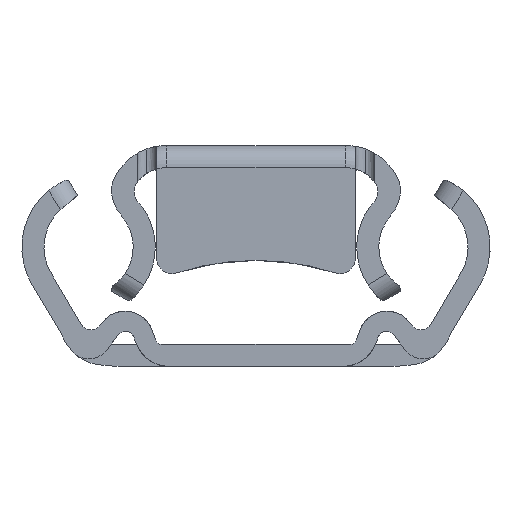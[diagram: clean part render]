
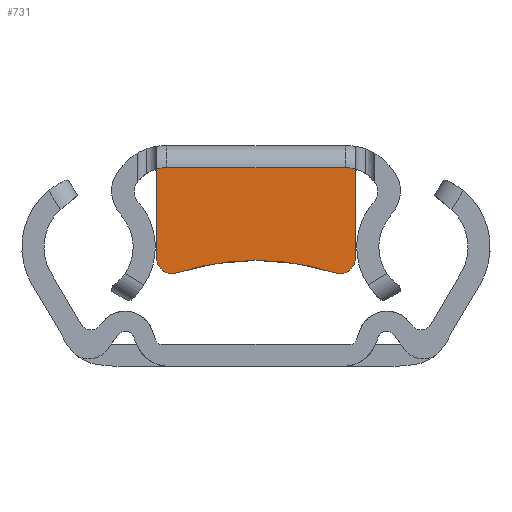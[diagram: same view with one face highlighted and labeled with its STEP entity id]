
A CAD part, left-side view. The second image highlights one B-rep face of the part: STEP entity #731.
In plain terms, the highlighted planar face has unit normal (-1, 0, 0).
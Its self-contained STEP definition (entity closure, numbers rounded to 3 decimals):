
#47 = VERTEX_POINT ( 'NONE', #9525 ) ;
#178 = CIRCLE ( 'NONE', #4894, 0.35 ) ;
#329 = EDGE_CURVE ( 'NONE', #8831, #9914, #9002, .T. ) ;
#363 = CARTESIAN_POINT ( 'NONE',  ( 0., 0., -3.417 ) ) ;
#567 = VERTEX_POINT ( 'NONE', #5812 ) ;
#583 = PLANE ( 'NONE',  #8741 ) ;
#607 = DIRECTION ( 'NONE',  ( 0., 0., 1. ) ) ;
#712 = DIRECTION ( 'NONE',  ( -1., 0., 0. ) ) ;
#729 = CARTESIAN_POINT ( 'NONE',  ( 0., 0., -3.417 ) ) ;
#731 = ADVANCED_FACE ( 'NONE', ( #2401 ), #583, .F. ) ;
#821 = CARTESIAN_POINT ( 'NONE',  ( 0., 2.25, 3.673 ) ) ;
#839 = AXIS2_PLACEMENT_3D ( 'NONE', #729, #4459, #3576 ) ;
#1093 = AXIS2_PLACEMENT_3D ( 'NONE', #10676, #712, #4504 ) ;
#1142 = ORIENTED_EDGE ( 'NONE', *, *, #329, .T. ) ;
#1172 = LINE ( 'NONE', #8344, #10004 ) ;
#1222 = CIRCLE ( 'NONE', #11271, 0.827 ) ;
#1300 = DIRECTION ( 'NONE',  ( -1., 0., 0. ) ) ;
#1337 = ORIENTED_EDGE ( 'NONE', *, *, #8842, .T. ) ;
#1367 = DIRECTION ( 'NONE',  ( -1., 0., 0. ) ) ;
#2048 = VECTOR ( 'NONE', #8045, 1000. ) ;
#2299 = DIRECTION ( 'NONE',  ( 0., 0., 1. ) ) ;
#2397 = CIRCLE ( 'NONE', #1093, 0.827 ) ;
#2401 = FACE_OUTER_BOUND ( 'NONE', #2509, .T. ) ;
#2462 = DIRECTION ( 'NONE',  ( 1., 0., 0. ) ) ;
#2509 = EDGE_LOOP ( 'NONE', ( #6884, #11586, #8667, #8487, #7743, #8496, #3754, #1337, #4543, #1142, #10399 ) ) ;
#2604 = CIRCLE ( 'NONE', #5453, 0.35 ) ;
#2813 = VERTEX_POINT ( 'NONE', #6286 ) ;
#2923 = CARTESIAN_POINT ( 'NONE',  ( 0., 1.9, 2.45 ) ) ;
#2975 = DIRECTION ( 'NONE',  ( -1., 0., 0. ) ) ;
#3204 = CARTESIAN_POINT ( 'NONE',  ( 0., -1.9, 2.45 ) ) ;
#3541 = DIRECTION ( 'NONE',  ( 0., 0.259, 0.966 ) ) ;
#3576 = DIRECTION ( 'NONE',  ( 0., 0., 1. ) ) ;
#3754 = ORIENTED_EDGE ( 'NONE', *, *, #4984, .F. ) ;
#4033 = LINE ( 'NONE', #4087, #7471 ) ;
#4087 = CARTESIAN_POINT ( 'NONE',  ( 0., -1.498, -0.401 ) ) ;
#4139 = DIRECTION ( 'NONE',  ( 0., -0.259, 0.966 ) ) ;
#4326 = CARTESIAN_POINT ( 'NONE',  ( 0., -2.25, 2.404 ) ) ;
#4459 = DIRECTION ( 'NONE',  ( -1., 0., 0. ) ) ;
#4504 = DIRECTION ( 'NONE',  ( 0., 0., -1. ) ) ;
#4543 = ORIENTED_EDGE ( 'NONE', *, *, #5817, .T. ) ;
#4625 = CIRCLE ( 'NONE', #839, 5.817 ) ;
#4688 = DIRECTION ( 'NONE',  ( 0., 0., 1. ) ) ;
#4799 = CARTESIAN_POINT ( 'NONE',  ( 0., 1.792, 2.117 ) ) ;
#4894 = AXIS2_PLACEMENT_3D ( 'NONE', #3204, #7054, #607 ) ;
#4927 = DIRECTION ( 'NONE',  ( 0., 0., -1. ) ) ;
#4984 = EDGE_CURVE ( 'NONE', #8444, #567, #4625, .T. ) ;
#5105 = CARTESIAN_POINT ( 'NONE',  ( 0., -1.792, 2.117 ) ) ;
#5368 = VERTEX_POINT ( 'NONE', #9548 ) ;
#5453 = AXIS2_PLACEMENT_3D ( 'NONE', #2923, #2975, #9439 ) ;
#5753 = EDGE_CURVE ( 'NONE', #567, #11282, #7653, .T. ) ;
#5812 = CARTESIAN_POINT ( 'NONE',  ( 0., 0., 2.4 ) ) ;
#5817 = EDGE_CURVE ( 'NONE', #5368, #8831, #4033, .T. ) ;
#6029 = CARTESIAN_POINT ( 'NONE',  ( 0., -2.023, 3.673 ) ) ;
#6078 = EDGE_CURVE ( 'NONE', #2813, #6512, #1222, .T. ) ;
#6085 = DIRECTION ( 'NONE',  ( 0., 0., -1. ) ) ;
#6147 = CARTESIAN_POINT ( 'NONE',  ( 0., 1.498, -0.401 ) ) ;
#6286 = CARTESIAN_POINT ( 'NONE',  ( 0., 2.023, 4.5 ) ) ;
#6512 = VERTEX_POINT ( 'NONE', #10672 ) ;
#6884 = ORIENTED_EDGE ( 'NONE', *, *, #9035, .T. ) ;
#7035 = VECTOR ( 'NONE', #4688, 1000. ) ;
#7054 = DIRECTION ( 'NONE',  ( -1., 0., 0. ) ) ;
#7471 = VECTOR ( 'NONE', #4139, 1000. ) ;
#7480 = EDGE_CURVE ( 'NONE', #9914, #8657, #2397, .T. ) ;
#7653 = CIRCLE ( 'NONE', #8227, 5.817 ) ;
#7743 = ORIENTED_EDGE ( 'NONE', *, *, #8699, .T. ) ;
#7975 = VERTEX_POINT ( 'NONE', #8987 ) ;
#7982 = EDGE_CURVE ( 'NONE', #47, #7975, #10777, .T. ) ;
#8045 = DIRECTION ( 'NONE',  ( 0., 0., -1. ) ) ;
#8116 = CARTESIAN_POINT ( 'NONE',  ( 0., -2.25, 3.673 ) ) ;
#8133 = EDGE_CURVE ( 'NONE', #6512, #7975, #8925, .T. ) ;
#8173 = CARTESIAN_POINT ( 'NONE',  ( 0., -2.25, 4.468 ) ) ;
#8227 = AXIS2_PLACEMENT_3D ( 'NONE', #363, #1300, #2299 ) ;
#8344 = CARTESIAN_POINT ( 'NONE',  ( 0., -2.023, 4.5 ) ) ;
#8444 = VERTEX_POINT ( 'NONE', #5105 ) ;
#8487 = ORIENTED_EDGE ( 'NONE', *, *, #7982, .F. ) ;
#8496 = ORIENTED_EDGE ( 'NONE', *, *, #5753, .F. ) ;
#8539 = CARTESIAN_POINT ( 'NONE',  ( 0., 2.023, 3.673 ) ) ;
#8657 = VERTEX_POINT ( 'NONE', #11229 ) ;
#8667 = ORIENTED_EDGE ( 'NONE', *, *, #8133, .T. ) ;
#8699 = EDGE_CURVE ( 'NONE', #47, #11282, #2604, .T. ) ;
#8741 = AXIS2_PLACEMENT_3D ( 'NONE', #6029, #2462, #6085 ) ;
#8831 = VERTEX_POINT ( 'NONE', #4326 ) ;
#8842 = EDGE_CURVE ( 'NONE', #8444, #5368, #178, .T. ) ;
#8925 = LINE ( 'NONE', #821, #2048 ) ;
#8987 = CARTESIAN_POINT ( 'NONE',  ( 0., 2.25, 2.404 ) ) ;
#9002 = LINE ( 'NONE', #8116, #7035 ) ;
#9035 = EDGE_CURVE ( 'NONE', #8657, #2813, #1172, .T. ) ;
#9361 = DIRECTION ( 'NONE',  ( 0., 1., 0. ) ) ;
#9439 = DIRECTION ( 'NONE',  ( 0., 0., 1. ) ) ;
#9525 = CARTESIAN_POINT ( 'NONE',  ( 0., 2.238, 2.359 ) ) ;
#9548 = CARTESIAN_POINT ( 'NONE',  ( 0., -2.238, 2.359 ) ) ;
#9914 = VERTEX_POINT ( 'NONE', #8173 ) ;
#10004 = VECTOR ( 'NONE', #9361, 1000. ) ;
#10371 = VECTOR ( 'NONE', #3541, 1000. ) ;
#10399 = ORIENTED_EDGE ( 'NONE', *, *, #7480, .T. ) ;
#10672 = CARTESIAN_POINT ( 'NONE',  ( 0., 2.25, 4.468 ) ) ;
#10676 = CARTESIAN_POINT ( 'NONE',  ( 0., -2.023, 3.673 ) ) ;
#10777 = LINE ( 'NONE', #6147, #10371 ) ;
#11229 = CARTESIAN_POINT ( 'NONE',  ( 0., -2.023, 4.5 ) ) ;
#11271 = AXIS2_PLACEMENT_3D ( 'NONE', #8539, #1367, #4927 ) ;
#11282 = VERTEX_POINT ( 'NONE', #4799 ) ;
#11586 = ORIENTED_EDGE ( 'NONE', *, *, #6078, .T. ) ;
